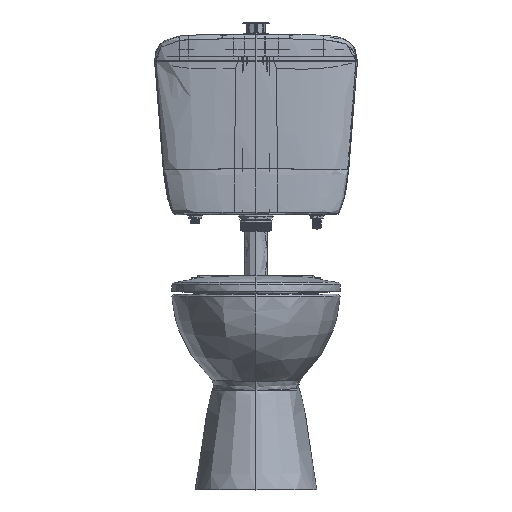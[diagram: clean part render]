
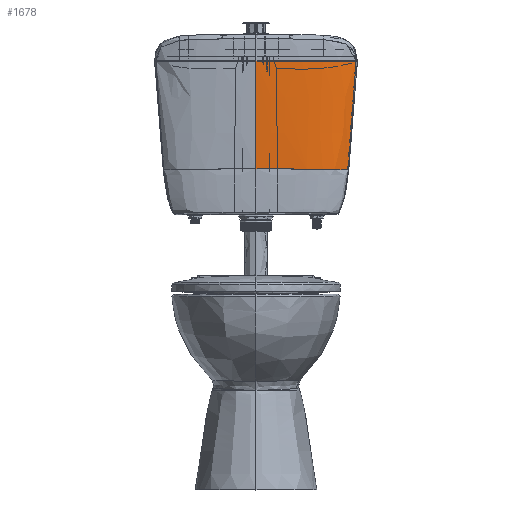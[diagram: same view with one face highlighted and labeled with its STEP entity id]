
A CAD part, front view. The second image highlights one B-rep face of the part: STEP entity #1678.
In plain terms, the highlighted free-form (B-spline) face has degree [3, 3] with [15, 4] control points.
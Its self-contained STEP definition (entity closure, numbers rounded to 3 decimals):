
#50=B_SPLINE_SURFACE_WITH_KNOTS('',3,3,((#133874,#133875,#133876,#133877),
(#133878,#133879,#133880,#133881),(#133882,#133883,#133884,#133885),(#133886,
#133887,#133888,#133889),(#133890,#133891,#133892,#133893),(#133894,#133895,
#133896,#133897),(#133898,#133899,#133900,#133901),(#133902,#133903,#133904,
#133905),(#133906,#133907,#133908,#133909),(#133910,#133911,#133912,#133913),
(#133914,#133915,#133916,#133917),(#133918,#133919,#133920,#133921),(#133922,
#133923,#133924,#133925),(#133926,#133927,#133928,#133929),(#133930,#133931,
#133932,#133933)),.UNSPECIFIED.,.F.,.F.,.F.,(4,1,1,1,1,1,1,1,1,1,1,1,4),
(4,4),(0.,1.648,29.608,59.217,88.825,
118.433,148.042,162.846,177.65,192.454,
207.258,233.875,236.214),(0.,251.431),
 .UNSPECIFIED.);
#1678=ADVANCED_FACE('',(#9119),#50,.T.);
#9119=FACE_OUTER_BOUND('',#16226,.T.);
#16226=EDGE_LOOP('',(#27697,#27698,#27699,#27700));
#27697=ORIENTED_EDGE('',*,*,#60289,.T.);
#27698=ORIENTED_EDGE('',*,*,#60291,.F.);
#27699=ORIENTED_EDGE('',*,*,#60290,.F.);
#27700=ORIENTED_EDGE('',*,*,#58288,.F.);
#58288=EDGE_CURVE('',#93263,#93238,#75601,.T.);
#60289=EDGE_CURVE('',#93263,#93077,#77252,.T.);
#60290=EDGE_CURVE('',#93238,#93078,#77253,.T.);
#60291=EDGE_CURVE('',#93078,#93077,#77254,.T.);
#75601=B_SPLINE_CURVE_WITH_KNOTS('',3,(#151303,#151304,#151305,#151306,
#151307,#151308,#151309,#151310,#151311,#151312,#151313,#151314,#151315,
#151316,#151317,#151318,#151319,#151320,#151321,#151322,#151323,#151324,
#151325,#151326),.UNSPECIFIED.,.F.,.F.,(4,1,1,1,1,1,1,1,1,1,1,1,1,1,1,1,
1,1,1,1,1,4),(-229.752,-218.812,-207.871,-196.931,
-185.99,-175.049,-164.109,-153.168,
-142.228,-131.287,-120.346,-109.406,-98.465,
-87.525,-76.584,-65.644,-54.703,-43.762,
-32.822,-21.881,-10.941,0.),.UNSPECIFIED.);
#77252=B_SPLINE_CURVE_WITH_KNOTS('',1,(#157501,#157502),.UNSPECIFIED.,.F.,
 .F.,(2,2),(-238.69,0.),.UNSPECIFIED.);
#77253=B_SPLINE_CURVE_WITH_KNOTS('',3,(#157503,#157504,#157505,#157506,
#157507,#157508),.UNSPECIFIED.,.F.,.F.,(4,1,1,4),(0.,80.546,161.091,
241.637),.UNSPECIFIED.);
#77254=B_SPLINE_CURVE_WITH_KNOTS('',3,(#157509,#157510,#157511,#157512,
#157513,#157514,#157515,#157516,#157517,#157518,#157519,#157520,#157521,
#157522,#157523,#157524),.UNSPECIFIED.,.F.,.F.,(4,1,1,1,1,1,1,1,1,1,1,1,
1,4),(0.,10.868,24.516,38.164,51.812,
65.46,79.108,92.756,106.404,120.052,
133.7,160.996,188.292,215.587),
 .UNSPECIFIED.);
#93077=VERTEX_POINT('',#147601);
#93078=VERTEX_POINT('',#147602);
#93238=VERTEX_POINT('',#147762);
#93263=VERTEX_POINT('',#147787);
#133874=CARTESIAN_POINT('',(-2.115,97.593,58.711));
#133875=CARTESIAN_POINT('',(-2.181,180.323,60.162));
#133876=CARTESIAN_POINT('',(-2.247,263.053,61.613));
#133877=CARTESIAN_POINT('',(-2.313,345.783,63.064));
#133878=CARTESIAN_POINT('',(-1.406,97.587,58.712));
#133879=CARTESIAN_POINT('',(-1.45,180.319,60.163));
#133880=CARTESIAN_POINT('',(-1.493,263.051,61.614));
#133881=CARTESIAN_POINT('',(-1.537,345.783,63.066));
#133882=CARTESIAN_POINT('',(11.26,97.487,58.718));
#133883=CARTESIAN_POINT('',(11.611,180.253,60.171));
#133884=CARTESIAN_POINT('',(11.962,263.018,61.624));
#133885=CARTESIAN_POINT('',(12.313,345.784,63.078));
#133886=CARTESIAN_POINT('',(33.996,97.281,58.439));
#133887=CARTESIAN_POINT('',(34.915,180.116,59.839));
#133888=CARTESIAN_POINT('',(35.834,262.952,61.238));
#133889=CARTESIAN_POINT('',(36.753,345.788,62.637));
#133890=CARTESIAN_POINT('',(62.153,96.964,57.288));
#133891=CARTESIAN_POINT('',(63.541,179.907,58.534));
#133892=CARTESIAN_POINT('',(64.929,262.85,59.78));
#133893=CARTESIAN_POINT('',(66.317,345.792,61.025));
#133894=CARTESIAN_POINT('',(87.838,96.633,55.479));
#133895=CARTESIAN_POINT('',(89.662,179.688,56.61));
#133896=CARTESIAN_POINT('',(91.486,262.743,57.74));
#133897=CARTESIAN_POINT('',(93.31,345.798,58.871));
#133898=CARTESIAN_POINT('',(112.807,96.303,53.068));
#133899=CARTESIAN_POINT('',(115.289,179.47,54.209));
#133900=CARTESIAN_POINT('',(117.772,262.636,55.35));
#133901=CARTESIAN_POINT('',(120.255,345.803,56.491));
#133902=CARTESIAN_POINT('',(134.458,96.037,50.398));
#133903=CARTESIAN_POINT('',(137.243,179.293,51.413));
#133904=CARTESIAN_POINT('',(140.027,262.55,52.427));
#133905=CARTESIAN_POINT('',(142.812,345.807,53.442));
#133906=CARTESIAN_POINT('',(151.884,95.833,47.049));
#133907=CARTESIAN_POINT('',(154.933,179.159,47.981));
#133908=CARTESIAN_POINT('',(157.982,262.484,48.913));
#133909=CARTESIAN_POINT('',(161.03,345.81,49.844));
#133910=CARTESIAN_POINT('',(164.795,95.687,43.687));
#133911=CARTESIAN_POINT('',(168.172,179.062,44.625));
#133912=CARTESIAN_POINT('',(171.548,262.437,45.563));
#133913=CARTESIAN_POINT('',(174.925,345.812,46.501));
#133914=CARTESIAN_POINT('',(177.407,95.547,39.233));
#133915=CARTESIAN_POINT('',(181.24,178.97,40.251));
#133916=CARTESIAN_POINT('',(185.074,262.392,41.269));
#133917=CARTESIAN_POINT('',(188.907,345.814,42.287));
#133918=CARTESIAN_POINT('',(192.566,95.381,31.783));
#133919=CARTESIAN_POINT('',(197.041,178.859,32.932));
#133920=CARTESIAN_POINT('',(201.517,262.338,34.081));
#133921=CARTESIAN_POINT('',(205.992,345.817,35.23));
#133922=CARTESIAN_POINT('',(201.741,95.263,23.287));
#133923=CARTESIAN_POINT('',(207.106,178.781,24.589));
#133924=CARTESIAN_POINT('',(212.471,262.3,25.891));
#133925=CARTESIAN_POINT('',(217.836,345.819,27.192));
#133926=CARTESIAN_POINT('',(205.113,95.191,15.806));
#133927=CARTESIAN_POINT('',(211.526,178.734,17.25));
#133928=CARTESIAN_POINT('',(217.939,262.277,18.694));
#133929=CARTESIAN_POINT('',(224.352,345.82,20.138));
#133930=CARTESIAN_POINT('',(205.366,95.185,15.189));
#133931=CARTESIAN_POINT('',(211.867,178.73,16.645));
#133932=CARTESIAN_POINT('',(218.368,262.275,18.101));
#133933=CARTESIAN_POINT('',(224.869,345.82,19.557));
#147601=CARTESIAN_POINT('',(0.,102.349,58.796));
#147602=CARTESIAN_POINT('',(204.912,100.022,17.085));
#147762=CARTESIAN_POINT('',(222.044,340.998,22.102));
#147787=CARTESIAN_POINT('',(0.,341.002,62.982));
#151303=CARTESIAN_POINT('',(0.,341.002,62.982));
#151304=CARTESIAN_POINT('',(3.215,341.002,62.982));
#151305=CARTESIAN_POINT('',(9.613,340.999,62.956));
#151306=CARTESIAN_POINT('',(19.081,341.,62.837));
#151307=CARTESIAN_POINT('',(28.502,341.,62.632));
#151308=CARTESIAN_POINT('',(37.959,341.,62.332));
#151309=CARTESIAN_POINT('',(47.634,341.,61.923));
#151310=CARTESIAN_POINT('',(57.886,341.,61.377));
#151311=CARTESIAN_POINT('',(69.223,341.,60.651));
#151312=CARTESIAN_POINT('',(82.272,341.,59.678));
#151313=CARTESIAN_POINT('',(96.852,341.,58.472));
#151314=CARTESIAN_POINT('',(113.576,341.,56.989));
#151315=CARTESIAN_POINT('',(131.975,341.,54.872));
#151316=CARTESIAN_POINT('',(147.556,341.,52.436));
#151317=CARTESIAN_POINT('',(161.384,341.,49.664));
#151318=CARTESIAN_POINT('',(173.471,341.,46.735));
#151319=CARTESIAN_POINT('',(184.084,341.,43.649));
#151320=CARTESIAN_POINT('',(193.25,341.,40.366));
#151321=CARTESIAN_POINT('',(201.036,341.,36.921));
#151322=CARTESIAN_POINT('',(207.56,341.,33.398));
#151323=CARTESIAN_POINT('',(213.114,341.,29.782));
#151324=CARTESIAN_POINT('',(217.916,341.001,26.044));
#151325=CARTESIAN_POINT('',(220.734,340.998,23.428));
#151326=CARTESIAN_POINT('',(222.044,340.998,22.102));
#157501=CARTESIAN_POINT('',(0.,341.002,62.982));
#157502=CARTESIAN_POINT('',(0.,102.349,58.796));
#157503=CARTESIAN_POINT('',(222.044,340.998,22.102));
#157504=CARTESIAN_POINT('',(220.048,313.108,21.588));
#157505=CARTESIAN_POINT('',(216.129,258.067,20.534));
#157506=CARTESIAN_POINT('',(210.438,177.74,18.874));
#157507=CARTESIAN_POINT('',(206.744,125.68,17.695));
#157508=CARTESIAN_POINT('',(204.912,100.022,17.085));
#157509=CARTESIAN_POINT('',(204.912,100.022,17.085));
#157510=CARTESIAN_POINT('',(203.436,100.051,20.046));
#157511=CARTESIAN_POINT('',(199.121,100.118,26.041));
#157512=CARTESIAN_POINT('',(189.784,100.229,33.314));
#157513=CARTESIAN_POINT('',(177.886,100.357,39.182));
#157514=CARTESIAN_POINT('',(165.345,100.493,43.63));
#157515=CARTESIAN_POINT('',(152.512,100.635,46.999));
#157516=CARTESIAN_POINT('',(139.528,100.784,49.527));
#157517=CARTESIAN_POINT('',(126.573,100.937,51.439));
#157518=CARTESIAN_POINT('',(113.79,101.094,52.959));
#157519=CARTESIAN_POINT('',(101.222,101.253,54.257));
#157520=CARTESIAN_POINT('',(84.573,101.467,55.776));
#157521=CARTESIAN_POINT('',(63.342,101.736,57.294));
#157522=CARTESIAN_POINT('',(35.008,102.05,58.5));
#157523=CARTESIAN_POINT('',(12.528,102.251,58.794));
#157524=CARTESIAN_POINT('',(0.,102.349,58.796));
